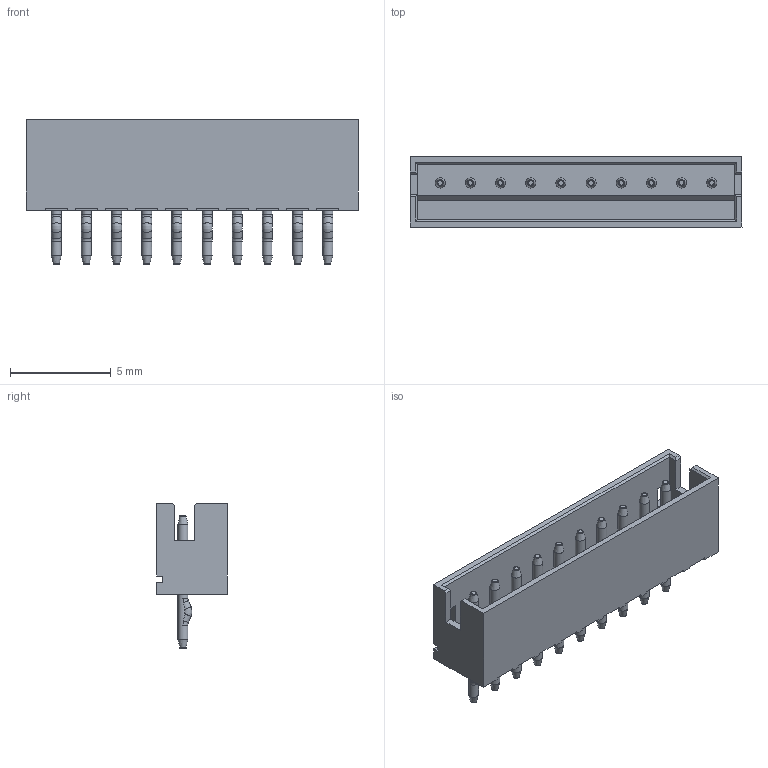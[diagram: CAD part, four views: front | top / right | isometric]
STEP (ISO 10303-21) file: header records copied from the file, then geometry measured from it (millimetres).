
FILE_DESCRIPTION(/* description */ ('Unknown'),/* implementation_level */ '2;1');
FILE_NAME(/* name */ 'J_Wurth_WR-WTB_64801011622',/* time_stamp */ '2025-05-27T17:47:05+08:00',/* author */ ('Unknown'),/* organization */ ('Unknown'),/* preprocessor_version */ 'ST-DEVELOPER v19.4',/* originating_system */ 'Solid Edge',/* authorisation */ 'Unknown');
FILE_SCHEMA (('AUTOMOTIVE_DESIGN {1 0 10303 214 3 1 1}'));
Length unit declared in the file: millimetre
Products named in the file (2): J_Wurth_WR-WTB_64801011622
Assembly tree (1 placements, depth 2):
  J_Wurth_WR-WTB_64801011622
    J_Wurth_WR-WTB_64801011622
Bounding box: 16.5 x 3.5 x 7.2 mm (x, y, z)
Volume: 131.5 mm3; surface area: 498 mm2
Topology: 1 solids, 1 shells, 252 faces, 742 edges, 522 vertices
Faces by surface type: plane 142, torus 50, cylinder 40, cone 20
Full cylindrical faces by diameter (mm): 0.5 x20
Entity records: 10187 total; most frequent: CARTESIAN_POINT 1978, ORIENTED_EDGE 1344, DIRECTION 1220, EDGE_CURVE 672, VERTEX_POINT 512, AXIS2_PLACEMENT_3D 434, LINE 352, VECTOR 352
